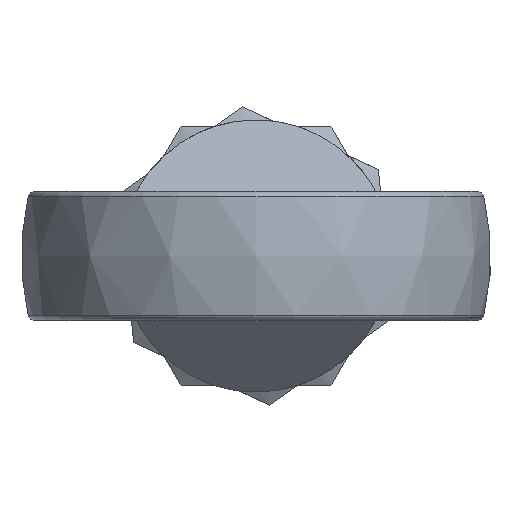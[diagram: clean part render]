
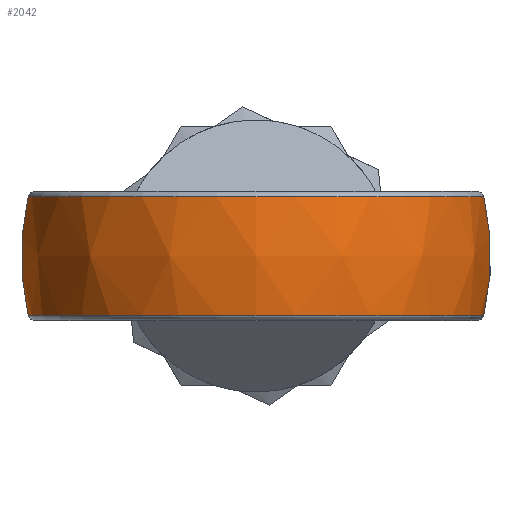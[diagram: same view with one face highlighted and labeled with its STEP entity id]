
A CAD part, front view. The second image highlights one B-rep face of the part: STEP entity #2042.
In plain terms, the highlighted free-form (B-spline) face has degree [2, 2] with [3, 5] control points.
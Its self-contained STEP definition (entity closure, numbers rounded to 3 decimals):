
#214 = AXIS2_PLACEMENT_3D ( 'NONE', #2687, #1982, #654 ) ;
#387 = DIRECTION ( 'NONE',  ( 0., -1., 0. ) ) ;
#464 = ORIENTED_EDGE ( 'NONE', *, *, #1056, .F. ) ;
#508 = FACE_OUTER_BOUND ( 'NONE', #1966, .T. ) ;
#593 = CARTESIAN_POINT ( 'NONE',  ( -18.432, -270.232, 4.79 ) ) ;
#602 = ORIENTED_EDGE ( 'NONE', *, *, #2885, .F. ) ;
#606 = ORIENTED_EDGE ( 'NONE', *, *, #2589, .T. ) ;
#608 = CARTESIAN_POINT ( 'NONE',  ( -18.432, -251.8, -4.79 ) ) ;
#654 = DIRECTION ( 'NONE',  ( 0., -1., 0. ) ) ;
#678 = VERTEX_POINT ( 'NONE', #2160 ) ;
#772 = DIRECTION ( 'NONE',  ( -0.967, 0., -0.256 ) ) ;
#785 = AXIS2_PLACEMENT_3D ( 'NONE', #1465, #1005, #2371 ) ;
#802 = CARTESIAN_POINT ( 'NONE',  ( 19.584, -251.8, 0. ) ) ;
#855 = CARTESIAN_POINT ( 'NONE',  ( 18.432, -251.8, 4.79 ) ) ;
#867 = VERTEX_POINT ( 'NONE', #1630 ) ;
#1005 = DIRECTION ( 'NONE',  ( 0., 1., 0. ) ) ;
#1006 = CARTESIAN_POINT ( 'NONE',  ( 19.584, -271.384, 0. ) ) ;
#1056 = EDGE_CURVE ( 'NONE', #867, #678, #1968, .T. ) ;
#1093 = VERTEX_POINT ( 'NONE', #855 ) ;
#1228 = CARTESIAN_POINT ( 'NONE',  ( 18.432, -251.8, -4.79 ) ) ;
#1253 = CIRCLE ( 'NONE', #2349, 20.5 ) ;
#1273 = CARTESIAN_POINT ( 'NONE',  ( -19.584, -251.8, 0. ) ) ;
#1338 = CARTESIAN_POINT ( 'NONE',  ( 0., -251.8, -4.79 ) ) ;
#1465 = CARTESIAN_POINT ( 'NONE',  ( 1.5, -251.8, 0. ) ) ;
#1498 = CARTESIAN_POINT ( 'NONE',  ( 0., -270.232, -4.79 ) ) ;
#1514 = CARTESIAN_POINT ( 'NONE',  ( -18.432, -251.8, 4.79 ) ) ;
#1623 = DIRECTION ( 'NONE',  ( 0., -1., 0. ) ) ;
#1630 = CARTESIAN_POINT ( 'NONE',  ( -18.432, -251.8, -4.79 ) ) ;
#1735 = CARTESIAN_POINT ( 'NONE',  ( 18.432, -270.232, -4.79 ) ) ;
#1880 = CARTESIAN_POINT ( 'NONE',  ( -1.5, -251.8, 0. ) ) ;
#1966 = EDGE_LOOP ( 'NONE', ( #602, #464, #2375, #606 ) ) ;
#1968 = CIRCLE ( 'NONE', #785, 20.5 ) ;
#1982 = DIRECTION ( 'NONE',  ( 0., 0., 1. ) ) ;
#2042 = ADVANCED_FACE ( 'NONE', ( #508 ), #2438, .F. ) ;
#2160 = CARTESIAN_POINT ( 'NONE',  ( -18.432, -251.8, 4.79 ) ) ;
#2166 = CIRCLE ( 'NONE', #2929, 18.432 ) ;
#2170 = CARTESIAN_POINT ( 'NONE',  ( -18.432, -270.232, -4.79 ) ) ;
#2243 = DIRECTION ( 'NONE',  ( 0., 0., -1. ) ) ;
#2349 = AXIS2_PLACEMENT_3D ( 'NONE', #1880, #1623, #772 ) ;
#2360 = CARTESIAN_POINT ( 'NONE',  ( 0., -271.384, 0. ) ) ;
#2371 = DIRECTION ( 'NONE',  ( 0.967, 0., -0.256 ) ) ;
#2375 = ORIENTED_EDGE ( 'NONE', *, *, #2424, .F. ) ;
#2424 = EDGE_CURVE ( 'NONE', #2825, #867, #2166, .T. ) ;
#2438 =( BOUNDED_SURFACE ( )  B_SPLINE_SURFACE ( 2, 2, ( 
 ( #2520, #2826, #2625, #593, #1514 ),
 ( #802, #1006, #2360, #2871, #1273 ),
 ( #1228, #1735, #1498, #2170, #608 ) ),
 .UNSPECIFIED., .F., .F., .F. ) 
 B_SPLINE_SURFACE_WITH_KNOTS ( ( 3, 3 ),
 ( 3, 2, 3 ),
 ( -0.236, 0.236 ),
 ( 1.571, 3.142, 4.712 ),
 .UNSPECIFIED. ) 
 GEOMETRIC_REPRESENTATION_ITEM ( )  RATIONAL_B_SPLINE_SURFACE ( (
 ( 1., 0.707, 1., 0.707, 1.),
 ( 0.972, 0.688, 0.972, 0.688, 0.972),
 ( 1., 0.707, 1., 0.707, 1.) ) ) 
 REPRESENTATION_ITEM ( '' )  SURFACE ( )  );
#2442 = CARTESIAN_POINT ( 'NONE',  ( 18.432, -251.8, -4.79 ) ) ;
#2520 = CARTESIAN_POINT ( 'NONE',  ( 18.432, -251.8, 4.79 ) ) ;
#2589 = EDGE_CURVE ( 'NONE', #2825, #1093, #1253, .T. ) ;
#2625 = CARTESIAN_POINT ( 'NONE',  ( 0., -270.232, 4.79 ) ) ;
#2687 = CARTESIAN_POINT ( 'NONE',  ( 0., -251.8, 4.79 ) ) ;
#2782 = CIRCLE ( 'NONE', #214, 18.432 ) ;
#2825 = VERTEX_POINT ( 'NONE', #2442 ) ;
#2826 = CARTESIAN_POINT ( 'NONE',  ( 18.432, -270.232, 4.79 ) ) ;
#2871 = CARTESIAN_POINT ( 'NONE',  ( -19.584, -271.384, 0. ) ) ;
#2885 = EDGE_CURVE ( 'NONE', #678, #1093, #2782, .T. ) ;
#2929 = AXIS2_PLACEMENT_3D ( 'NONE', #1338, #2243, #387 ) ;
